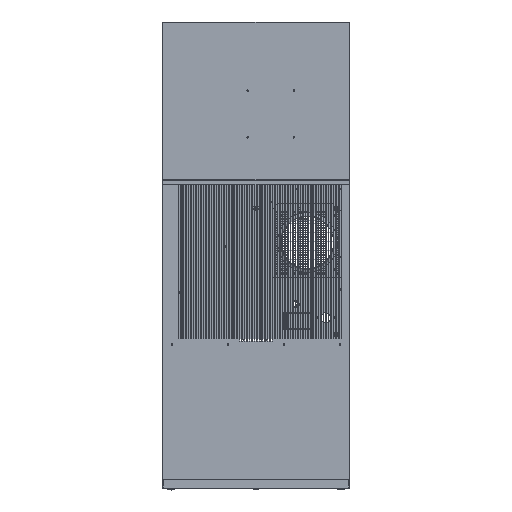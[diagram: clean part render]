
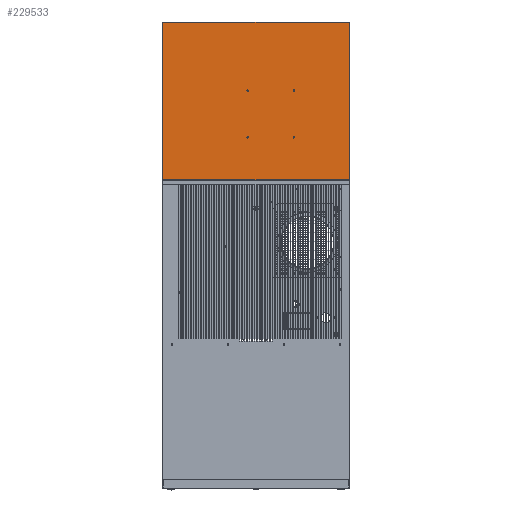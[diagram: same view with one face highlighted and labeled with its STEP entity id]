
A CAD part, top view. The second image highlights one B-rep face of the part: STEP entity #229533.
In plain terms, the highlighted free-form (B-spline) face has degree [1, 1] with [2, 2] control points.
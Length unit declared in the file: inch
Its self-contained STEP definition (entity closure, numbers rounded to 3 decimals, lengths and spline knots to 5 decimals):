
#226673=CARTESIAN_POINT('V12972',(8.15217,
   35.66485,11.45935));
#226674=VERTEX_POINT('V12972',#226673);
#226703=CARTESIAN_POINT('V12963',(-15.86383,
   35.66485,11.45935));
#226704=VERTEX_POINT('V12963',#226703);
#226798=CARTESIAN_POINT('E19478',(-15.86383,
   35.66485,11.45935));
#226799=CARTESIAN_POINT('E19478',(8.15217,
   35.66485,11.45935));
#226800=QUASI_UNIFORM_CURVE('E19478',1,(#226798,#226799),
   .POLYLINE_FORM.,.F.,.U.);
#226801=EDGE_CURVE('E19478',#226704,#226674,#226800,.T.);
#226811=CARTESIAN_POINT('V12970',(8.15417,
   35.67485,11.45935));
#226812=VERTEX_POINT('V12970',#226811);
#226865=CARTESIAN_POINT('V12969',(8.15417,
   55.90985,11.45935));
#226866=VERTEX_POINT('V12969',#226865);
#226960=CARTESIAN_POINT('E19475',(8.15417,
   35.67485,11.45935));
#226961=CARTESIAN_POINT('E19475',(8.15417,
   55.90985,11.45935));
#226962=QUASI_UNIFORM_CURVE('E19475',1,(#226960,#226961),
   .POLYLINE_FORM.,.F.,.U.);
#226963=EDGE_CURVE('E19475',#226812,#226866,#226962,.T.);
#226973=CARTESIAN_POINT('V12966',(-15.86583,
   55.90985,11.45935));
#226974=VERTEX_POINT('V12966',#226973);
#227027=CARTESIAN_POINT('V12965',(-15.86583,
   35.67485,11.45935));
#227028=VERTEX_POINT('V12965',#227027);
#227122=CARTESIAN_POINT('E19471',(-15.86583,
   55.90985,11.45935));
#227123=CARTESIAN_POINT('E19471',(-15.86583,
   35.67485,11.45935));
#227124=QUASI_UNIFORM_CURVE('E19471',1,(#227122,#227123),
   .POLYLINE_FORM.,.F.,.U.);
#227125=EDGE_CURVE('E19471',#226974,#227028,#227124,.T.);
#227299=CARTESIAN_POINT('V12967',(-15.86583,
   55.91985,11.45935));
#227300=VERTEX_POINT('V12967',#227299);
#227349=CARTESIAN_POINT('V12968',(8.15417,
   55.91985,11.45935));
#227350=VERTEX_POINT('V12968',#227349);
#227440=CARTESIAN_POINT('E19473',(8.15417,
   55.91985,11.45935));
#227441=CARTESIAN_POINT('E19473',(-15.86583,
   55.91985,11.45935));
#227442=QUASI_UNIFORM_CURVE('E19473',1,(#227440,#227441),
   .POLYLINE_FORM.,.F.,.U.);
#227443=EDGE_CURVE('E19473',#227350,#227300,#227442,.T.);
#228196=CARTESIAN_POINT('V12962',(-5.053,
   47.14148,11.45935));
#228197=VERTEX_POINT('V12962',#228196);
#228198=CARTESIAN_POINT('E19468',(-5.053,
   47.14148,11.45935));
#228199=CARTESIAN_POINT('E19468',(-5.053,
   47.28524,11.45935));
#228200=CARTESIAN_POINT('E19468',(-4.9285,
   47.21336,11.45935));
#228201=CARTESIAN_POINT('E19468',(-4.804,
   47.14148,11.45935));
#228202=CARTESIAN_POINT('E19468',(-4.9285,
   47.0696,11.45935));
#228203=CARTESIAN_POINT('E19468',(-5.053,
   46.99772,11.45935));
#228204=CARTESIAN_POINT('E19468',(-5.053,
   47.14148,11.45935));
#228212=(BOUNDED_CURVE()B_SPLINE_CURVE(2,(#228198,#228199,#228200,
   #228201,#228202,#228203,#228204),.CIRCULAR_ARC.,.T.,.U.)
   B_SPLINE_CURVE_WITH_KNOTS((3,2,2,3),(0.0,0.33333,
   0.66667,1.0),.UNSPECIFIED.)CURVE()
   GEOMETRIC_REPRESENTATION_ITEM()RATIONAL_B_SPLINE_CURVE((1.0,
   0.5,1.0,0.5,1.0,0.5,1.0)
   )REPRESENTATION_ITEM('E19468'));
#228213=EDGE_CURVE('E19468',#228197,#228197,#228212,.T.);
#228265=CARTESIAN_POINT('V12961',(0.947,
   47.14148,11.45935));
#228266=VERTEX_POINT('V12961',#228265);
#228267=CARTESIAN_POINT('E19467',(0.947,
   47.14148,11.45935));
#228268=CARTESIAN_POINT('E19467',(0.947,
   47.28524,11.45935));
#228269=CARTESIAN_POINT('E19467',(1.0715,
   47.21336,11.45935));
#228270=CARTESIAN_POINT('E19467',(1.196,
   47.14148,11.45935));
#228271=CARTESIAN_POINT('E19467',(1.0715,
   47.0696,11.45935));
#228272=CARTESIAN_POINT('E19467',(0.947,
   46.99772,11.45935));
#228273=CARTESIAN_POINT('E19467',(0.947,
   47.14148,11.45935));
#228281=(BOUNDED_CURVE()B_SPLINE_CURVE(2,(#228267,#228268,#228269,
   #228270,#228271,#228272,#228273),.CIRCULAR_ARC.,.T.,.U.)
   B_SPLINE_CURVE_WITH_KNOTS((3,2,2,3),(0.0,0.33333,
   0.66667,1.0),.UNSPECIFIED.)CURVE()
   GEOMETRIC_REPRESENTATION_ITEM()RATIONAL_B_SPLINE_CURVE((1.0,
   0.5,1.0,0.5,1.0,0.5,1.0)
   )REPRESENTATION_ITEM('E19467'));
#228282=EDGE_CURVE('E19467',#228266,#228266,#228281,.T.);
#228334=CARTESIAN_POINT('V12960',(0.947,
   41.14148,11.45935));
#228335=VERTEX_POINT('V12960',#228334);
#228336=CARTESIAN_POINT('E19466',(0.947,
   41.14148,11.45935));
#228337=CARTESIAN_POINT('E19466',(0.947,
   41.28524,11.45935));
#228338=CARTESIAN_POINT('E19466',(1.0715,
   41.21336,11.45935));
#228339=CARTESIAN_POINT('E19466',(1.196,
   41.14148,11.45935));
#228340=CARTESIAN_POINT('E19466',(1.0715,
   41.0696,11.45935));
#228341=CARTESIAN_POINT('E19466',(0.947,
   40.99772,11.45935));
#228342=CARTESIAN_POINT('E19466',(0.947,
   41.14148,11.45935));
#228350=(BOUNDED_CURVE()B_SPLINE_CURVE(2,(#228336,#228337,#228338,
   #228339,#228340,#228341,#228342),.CIRCULAR_ARC.,.T.,.U.)
   B_SPLINE_CURVE_WITH_KNOTS((3,2,2,3),(0.0,0.33333,
   0.66667,1.0),.UNSPECIFIED.)CURVE()
   GEOMETRIC_REPRESENTATION_ITEM()RATIONAL_B_SPLINE_CURVE((1.0,
   0.5,1.0,0.5,1.0,0.5,1.0)
   )REPRESENTATION_ITEM('E19466'));
#228351=EDGE_CURVE('E19466',#228335,#228335,#228350,.T.);
#228403=CARTESIAN_POINT('V12959',(-5.053,
   41.14148,11.45935));
#228404=VERTEX_POINT('V12959',#228403);
#228405=CARTESIAN_POINT('E19465',(-5.053,
   41.14148,11.45935));
#228406=CARTESIAN_POINT('E19465',(-5.053,
   41.28524,11.45935));
#228407=CARTESIAN_POINT('E19465',(-4.9285,
   41.21336,11.45935));
#228408=CARTESIAN_POINT('E19465',(-4.804,
   41.14148,11.45935));
#228409=CARTESIAN_POINT('E19465',(-4.9285,
   41.0696,11.45935));
#228410=CARTESIAN_POINT('E19465',(-5.053,
   40.99772,11.45935));
#228411=CARTESIAN_POINT('E19465',(-5.053,
   41.14148,11.45935));
#228419=(BOUNDED_CURVE()B_SPLINE_CURVE(2,(#228405,#228406,#228407,
   #228408,#228409,#228410,#228411),.CIRCULAR_ARC.,.T.,.U.)
   B_SPLINE_CURVE_WITH_KNOTS((3,2,2,3),(0.0,0.33333,
   0.66667,1.0),.UNSPECIFIED.)CURVE()
   GEOMETRIC_REPRESENTATION_ITEM()RATIONAL_B_SPLINE_CURVE((1.0,
   0.5,1.0,0.5,1.0,0.5,1.0)
   )REPRESENTATION_ITEM('E19465'));
#228420=EDGE_CURVE('E19465',#228404,#228404,#228419,.T.);
#228455=CARTESIAN_POINT('V12971',(8.15217,
   35.67485,11.45935));
#228456=VERTEX_POINT('V12971',#228455);
#228457=CARTESIAN_POINT('E19477',(8.15217,
   35.66485,11.45935));
#228458=CARTESIAN_POINT('E19477',(8.15217,
   35.67485,11.45935));
#228459=QUASI_UNIFORM_CURVE('E19477',1,(#228457,#228458),
   .POLYLINE_FORM.,.F.,.U.);
#228460=EDGE_CURVE('E19477',#226674,#228456,#228459,.T.);
#228483=CARTESIAN_POINT('E19476',(8.15217,
   35.67485,11.45935));
#228484=CARTESIAN_POINT('E19476',(8.15417,
   35.67485,11.45935));
#228485=QUASI_UNIFORM_CURVE('E19476',1,(#228483,#228484),
   .POLYLINE_FORM.,.F.,.U.);
#228486=EDGE_CURVE('E19476',#228456,#226812,#228485,.T.);
#228503=CARTESIAN_POINT('E19474',(8.15417,
   55.90985,11.45935));
#228504=CARTESIAN_POINT('E19474',(8.15417,
   55.91985,11.45935));
#228505=QUASI_UNIFORM_CURVE('E19474',1,(#228503,#228504),
   .POLYLINE_FORM.,.F.,.U.);
#228506=EDGE_CURVE('E19474',#226866,#227350,#228505,.T.);
#228523=CARTESIAN_POINT('E19472',(-15.86583,
   55.91985,11.45935));
#228524=CARTESIAN_POINT('E19472',(-15.86583,
   55.90985,11.45935));
#228525=QUASI_UNIFORM_CURVE('E19472',1,(#228523,#228524),
   .POLYLINE_FORM.,.F.,.U.);
#228526=EDGE_CURVE('E19472',#227300,#226974,#228525,.T.);
#228543=CARTESIAN_POINT('V12964',(-15.86383,
   35.67485,11.45935));
#228544=VERTEX_POINT('V12964',#228543);
#228545=CARTESIAN_POINT('E19470',(-15.86583,
   35.67485,11.45935));
#228546=CARTESIAN_POINT('E19470',(-15.86383,
   35.67485,11.45935));
#228547=QUASI_UNIFORM_CURVE('E19470',1,(#228545,#228546),
   .POLYLINE_FORM.,.F.,.U.);
#228548=EDGE_CURVE('E19470',#227028,#228544,#228547,.T.);
#228571=CARTESIAN_POINT('E19469',(-15.86383,
   35.67485,11.45935));
#228572=CARTESIAN_POINT('E19469',(-15.86383,
   35.66485,11.45935));
#228573=QUASI_UNIFORM_CURVE('E19469',1,(#228571,#228572),
   .POLYLINE_FORM.,.F.,.U.);
#228574=EDGE_CURVE('E19469',#228544,#226704,#228573,.T.);
#229504=CARTESIAN_POINT('F6669',(-15.86701,
   55.92103,11.45935));
#229505=CARTESIAN_POINT('F6669',(-15.86701,
   35.66367,11.45935));
#229506=CARTESIAN_POINT('F6669',(8.15535,
   55.92103,11.45935));
#229507=CARTESIAN_POINT('F6669',(8.15535,
   35.66367,11.45935));
#229508=B_SPLINE_SURFACE_WITH_KNOTS('F6669',1,1,((#229504,#229506),
   (#229505,#229507)),.PLANE_SURF.,.F.,.F.,.U.,(2,2),(2,2),(0.0,
   1.0),(0.0,1.18586),.UNSPECIFIED.);
#229509=ORIENTED_EDGE('E19469',*,*,#228574,.T.);
#229510=ORIENTED_EDGE('F6782',*,*,#226801,.T.);
#229511=ORIENTED_EDGE('E19477',*,*,#228460,.T.);
#229512=ORIENTED_EDGE('E19476',*,*,#228486,.T.);
#229513=ORIENTED_EDGE('F6776',*,*,#226963,.T.);
#229514=ORIENTED_EDGE('E19474',*,*,#228506,.T.);
#229515=ORIENTED_EDGE('E19473',*,*,#227443,.T.);
#229516=ORIENTED_EDGE('E19472',*,*,#228526,.T.);
#229517=ORIENTED_EDGE('F6770',*,*,#227125,.T.);
#229518=ORIENTED_EDGE('E19470',*,*,#228548,.T.);
#229519=EDGE_LOOP('F6669',(#229509,#229510,#229511,#229512,#229513,
   #229514,#229515,#229516,#229517,#229518));
#229520=FACE_OUTER_BOUND('F6669',#229519,.T.);
#229521=ORIENTED_EDGE('E19468',*,*,#228213,.T.);
#229522=EDGE_LOOP('F6669',(#229521));
#229523=FACE_BOUND('F6669',#229522,.T.);
#229524=ORIENTED_EDGE('E19467',*,*,#228282,.T.);
#229525=EDGE_LOOP('F6669',(#229524));
#229526=FACE_BOUND('F6669',#229525,.T.);
#229527=ORIENTED_EDGE('E19466',*,*,#228351,.T.);
#229528=EDGE_LOOP('F6669',(#229527));
#229529=FACE_BOUND('F6669',#229528,.T.);
#229530=ORIENTED_EDGE('E19465',*,*,#228420,.T.);
#229531=EDGE_LOOP('F6669',(#229530));
#229532=FACE_BOUND('F6669',#229531,.T.);
#229533=ADVANCED_FACE('F6669',(#229520,#229523,#229526,#229529,
   #229532),#229508,.T.);
